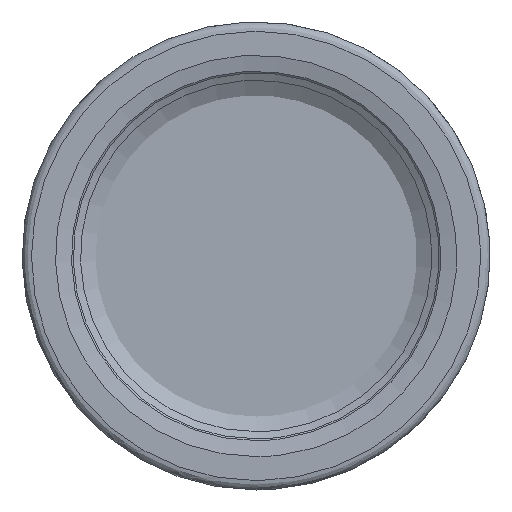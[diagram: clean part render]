
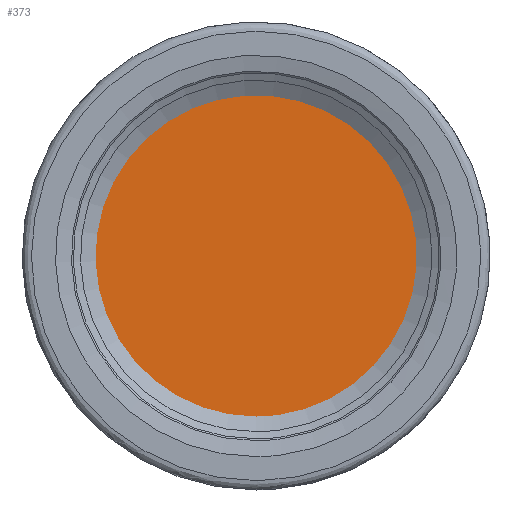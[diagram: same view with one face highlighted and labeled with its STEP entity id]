
A CAD part, left-side view. The second image highlights one B-rep face of the part: STEP entity #373.
In plain terms, the highlighted planar face has unit normal (-1, 0, 0).
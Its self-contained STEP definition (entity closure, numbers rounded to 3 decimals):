
#373=ADVANCED_FACE('',(#396),#394,.F.);
#394=PLANE('',#704);
#396=FACE_OUTER_BOUND('',#436,.T.);
#436=EDGE_LOOP('',(#512));
#512=ORIENTED_EDGE('',*,*,#606,.T.);
#568=VERTEX_POINT('',#944);
#606=EDGE_CURVE('',#568,#568,#644,.T.);
#644=CIRCLE('',#702,14.584);
#702=AXIS2_PLACEMENT_3D('',#943,#804,#805);
#704=AXIS2_PLACEMENT_3D('',#946,#808,#809);
#804=DIRECTION('',(-1.,0.,0.));
#805=DIRECTION('',(0.,0.,1.));
#808=DIRECTION('',(1.,0.,0.));
#809=DIRECTION('',(0.,0.,-1.));
#943=CARTESIAN_POINT('',(1.45,0.,0.));
#944=CARTESIAN_POINT('',(1.45,0.,14.584));
#946=CARTESIAN_POINT('',(1.45,14.584,0.));
